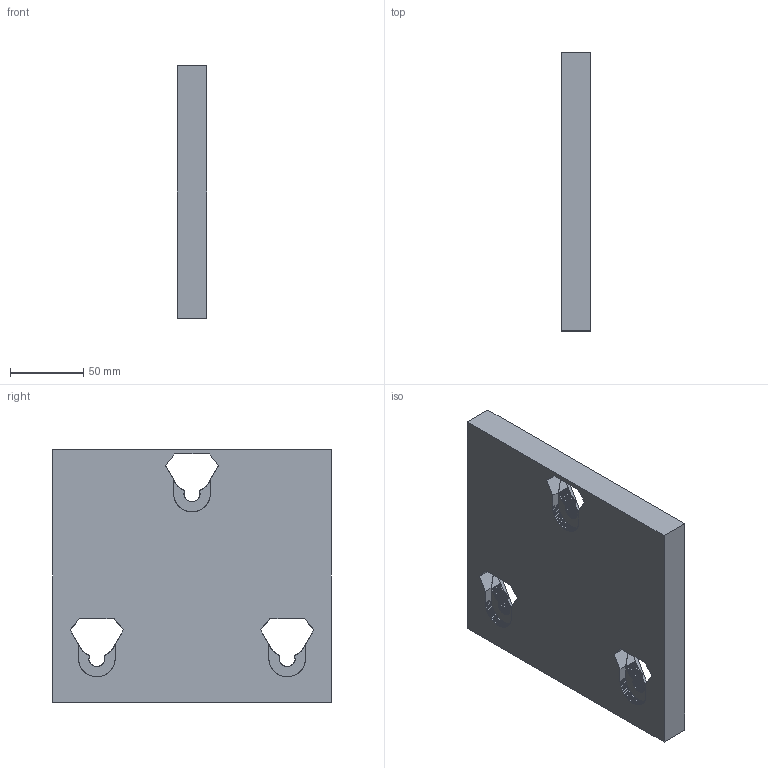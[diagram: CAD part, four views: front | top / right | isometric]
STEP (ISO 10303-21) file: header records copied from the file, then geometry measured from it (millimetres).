
FILE_DESCRIPTION(('FreeCAD Model'),'2;1');
FILE_NAME('Poutre.step', '2019-01-07T21:44:35',('Author'),(''), 'Open CASCADE STEP processor 7.2','FreeCAD','Unknown');
FILE_SCHEMA(('AUTOMOTIVE_DESIGN { 1 0 10303 214 1 1 1 1 }'));
Products named in the file (1): Poutre002_(Solid)
Bounding box: 20 x 189.9 x 172.5 mm (x, y, z)
Volume: 600010.1 mm3; surface area: 82781.6 mm2
Topology: 1 solids, 1 shells, 1133 faces, 3178 edges, 2047 vertices
Faces by surface type: plane 1133
Entity records: 76472 total; most frequent: CARTESIAN_POINT 13002, DIRECTION 11515, LINE 9247, VECTOR 9247, ORIENTED_EDGE 6356, PCURVE 6356, DEFINITIONAL_REPRESENTATION 6356, EDGE_CURVE 3178
